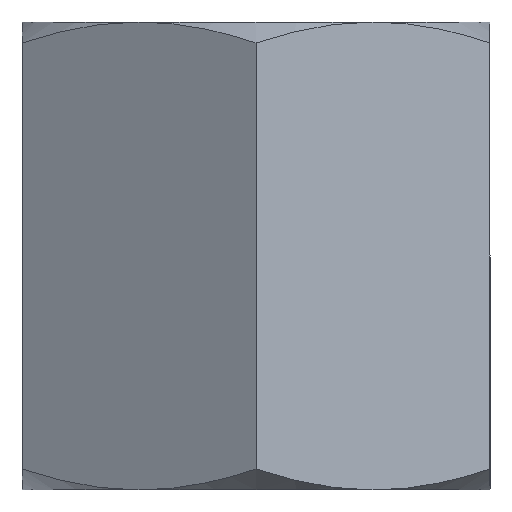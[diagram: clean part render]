
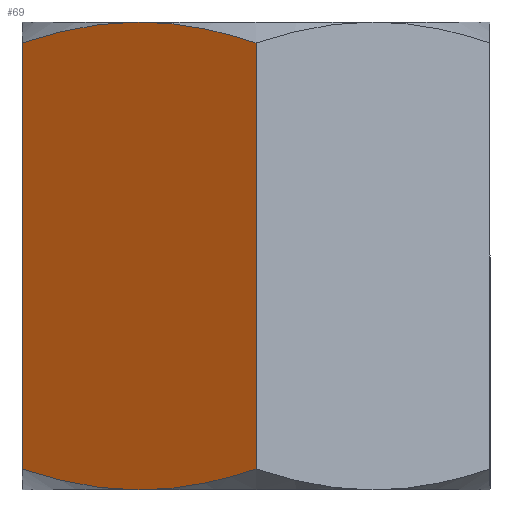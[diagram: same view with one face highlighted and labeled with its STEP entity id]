
A CAD part, front view. The second image highlights one B-rep face of the part: STEP entity #69.
In plain terms, the highlighted planar face has unit normal (-0.5, -0.866, 0).
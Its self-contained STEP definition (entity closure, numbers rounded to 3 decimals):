
#3 = B_SPLINE_CURVE_WITH_KNOTS ( 'NONE', 3,
 ( #1127, #1124, #1121, #1120, #1119, #1118 ),
 .UNSPECIFIED., .F., .F.,
 ( 4, 2, 4 ),
 ( 0.002, 0.003, 0.003 ),
 .UNSPECIFIED. ) ;
#22 = B_SPLINE_CURVE_WITH_KNOTS ( 'NONE', 3,
 ( #2863, #2809, #2801, #2806 ),
 .UNSPECIFIED., .F., .F.,
 ( 4, 4 ),
 ( 0., 0.002 ),
 .UNSPECIFIED. ) ;
#25 = B_SPLINE_CURVE_WITH_KNOTS ( 'NONE', 3,
 ( #3253, #3276, #3283, #3281, #3277, #3282 ),
 .UNSPECIFIED., .F., .F.,
 ( 4, 2, 4 ),
 ( 0.002, 0.003, 0.003 ),
 .UNSPECIFIED. ) ;
#28 = B_SPLINE_CURVE_WITH_KNOTS ( 'NONE', 3,
 ( #2840, #2834, #2835, #2823 ),
 .UNSPECIFIED., .F., .F.,
 ( 4, 4 ),
 ( 0., 0.002 ),
 .UNSPECIFIED. ) ;
#69 = ADVANCED_FACE ( 'NONE', ( #2130 ), #400, .F. ) ;
#396 = DIRECTION ( 'NONE',  ( -0.866, 0.5, 0. ) ) ;
#397 = DIRECTION ( 'NONE',  ( 0.5, 0.866, 0. ) ) ;
#400 = PLANE ( 'NONE',  #1670 ) ;
#404 = CARTESIAN_POINT ( 'NONE',  ( -3., -1.732, 3. ) ) ;
#490 = VERTEX_POINT ( 'NONE', #2435 ) ;
#506 = VERTEX_POINT ( 'NONE', #2453 ) ;
#515 = VERTEX_POINT ( 'NONE', #2445 ) ;
#580 = VERTEX_POINT ( 'NONE', #1035 ) ;
#588 = VERTEX_POINT ( 'NONE', #1168 ) ;
#603 = VERTEX_POINT ( 'NONE', #1148 ) ;
#1035 = CARTESIAN_POINT ( 'NONE',  ( -1.5, -2.598, 3. ) ) ;
#1118 = CARTESIAN_POINT ( 'NONE',  ( -3., -1.732, 2.732 ) ) ;
#1119 = CARTESIAN_POINT ( 'NONE',  ( -2.755, -1.873, 2.814 ) ) ;
#1120 = CARTESIAN_POINT ( 'NONE',  ( -2.508, -2.016, 2.881 ) ) ;
#1121 = CARTESIAN_POINT ( 'NONE',  ( -2.009, -2.304, 2.974 ) ) ;
#1124 = CARTESIAN_POINT ( 'NONE',  ( -1.755, -2.451, 3. ) ) ;
#1127 = CARTESIAN_POINT ( 'NONE',  ( -1.5, -2.598, 3. ) ) ;
#1148 = CARTESIAN_POINT ( 'NONE',  ( -1.5, -2.598, -3. ) ) ;
#1168 = CARTESIAN_POINT ( 'NONE',  ( 0., -3.464, 2.732 ) ) ;
#1447 = EDGE_CURVE ( 'NONE', #580, #515, #3, .T. ) ;
#1542 = EDGE_CURVE ( 'NONE', #603, #506, #25, .T. ) ;
#1559 = EDGE_CURVE ( 'NONE', #490, #603, #22, .T. ) ;
#1590 = EDGE_CURVE ( 'NONE', #515, #506, #1971, .T. ) ;
#1604 = EDGE_CURVE ( 'NONE', #588, #490, #2271, .T. ) ;
#1605 = EDGE_CURVE ( 'NONE', #588, #580, #28, .T. ) ;
#1670 = AXIS2_PLACEMENT_3D ( 'NONE', #404, #397, #396 ) ;
#1845 = ORIENTED_EDGE ( 'NONE', *, *, #1559, .F. ) ;
#1880 = ORIENTED_EDGE ( 'NONE', *, *, #1590, .T. ) ;
#1881 = ORIENTED_EDGE ( 'NONE', *, *, #1447, .T. ) ;
#1882 = ORIENTED_EDGE ( 'NONE', *, *, #1604, .F. ) ;
#1886 = ORIENTED_EDGE ( 'NONE', *, *, #1542, .F. ) ;
#1888 = ORIENTED_EDGE ( 'NONE', *, *, #1605, .T. ) ;
#1964 = VECTOR ( 'NONE', #2795, 1000. ) ;
#1971 = LINE ( 'NONE', #2797, #1964 ) ;
#2130 = FACE_OUTER_BOUND ( 'NONE', #2194, .T. ) ;
#2159 = VECTOR ( 'NONE', #2820, 1000. ) ;
#2194 = EDGE_LOOP ( 'NONE', ( #1882, #1888, #1881, #1880, #1886, #1845 ) ) ;
#2271 = LINE ( 'NONE', #2821, #2159 ) ;
#2435 = CARTESIAN_POINT ( 'NONE',  ( 0., -3.464, -2.732 ) ) ;
#2445 = CARTESIAN_POINT ( 'NONE',  ( -3., -1.732, 2.732 ) ) ;
#2453 = CARTESIAN_POINT ( 'NONE',  ( -3., -1.732, -2.732 ) ) ;
#2795 = DIRECTION ( 'NONE',  ( 0., 0., -1. ) ) ;
#2797 = CARTESIAN_POINT ( 'NONE',  ( -3., -1.732, 3. ) ) ;
#2801 = CARTESIAN_POINT ( 'NONE',  ( -0.989, -2.893, -3. ) ) ;
#2806 = CARTESIAN_POINT ( 'NONE',  ( -1.5, -2.598, -3. ) ) ;
#2809 = CARTESIAN_POINT ( 'NONE',  ( -0.491, -3.181, -2.896 ) ) ;
#2820 = DIRECTION ( 'NONE',  ( 0., 0., -1. ) ) ;
#2821 = CARTESIAN_POINT ( 'NONE',  ( 0., -3.464, 3. ) ) ;
#2823 = CARTESIAN_POINT ( 'NONE',  ( -1.5, -2.598, 3. ) ) ;
#2834 = CARTESIAN_POINT ( 'NONE',  ( -0.491, -3.181, 2.896 ) ) ;
#2835 = CARTESIAN_POINT ( 'NONE',  ( -0.989, -2.893, 3. ) ) ;
#2840 = CARTESIAN_POINT ( 'NONE',  ( 0., -3.464, 2.732 ) ) ;
#2863 = CARTESIAN_POINT ( 'NONE',  ( 0., -3.464, -2.732 ) ) ;
#3253 = CARTESIAN_POINT ( 'NONE',  ( -1.5, -2.598, -3. ) ) ;
#3276 = CARTESIAN_POINT ( 'NONE',  ( -1.755, -2.451, -3. ) ) ;
#3277 = CARTESIAN_POINT ( 'NONE',  ( -2.755, -1.873, -2.814 ) ) ;
#3281 = CARTESIAN_POINT ( 'NONE',  ( -2.508, -2.016, -2.881 ) ) ;
#3282 = CARTESIAN_POINT ( 'NONE',  ( -3., -1.732, -2.732 ) ) ;
#3283 = CARTESIAN_POINT ( 'NONE',  ( -2.009, -2.304, -2.974 ) ) ;
